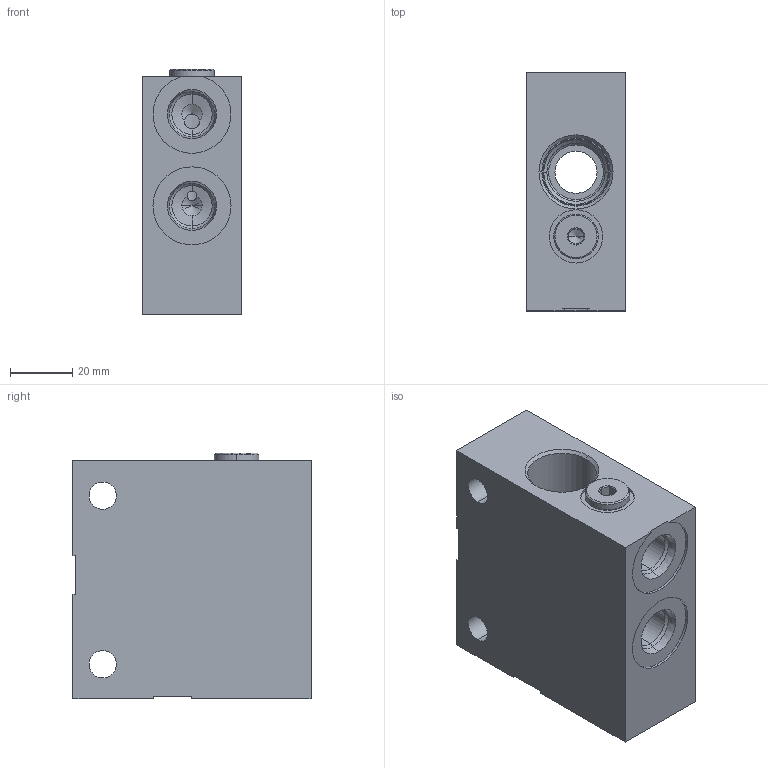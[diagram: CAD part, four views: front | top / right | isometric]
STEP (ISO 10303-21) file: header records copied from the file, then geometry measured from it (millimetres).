
FILE_DESCRIPTION((''),'2;1');
FILE_NAME('EGK_ASM','2021-07-28T',('ProEService'),(''),'PRO/ENGINEER BY PARAMETRIC TECHNOLOGY CORPORATION, 2014200','PRO/ENGINEER BY PARAMETRIC TECHNOLOGY CORPORATION, 2014200','');
FILE_SCHEMA(('CONFIG_CONTROL_DESIGN'));
Length unit declared in the file: inch
Products named in the file (4): 150-544-006; A330-006-004; CSZNXXN; EGK_ASM
Assembly tree (3 placements, depth 2):
  EGK_ASM
    150-544-006
    A330-006-004
    CSZNXXN
Bounding box: 31.75 x 76.2 x 78.71 mm (x, y, z)
Volume: 140311.4 mm3; surface area: 32136.6 mm2
Topology: 2 solids, 2 shells, 165 faces, 596 edges, 524 vertices
Faces by surface type: cylinder 64, cone 63, plane 32, torus 4, sphere 2
Entity records: 7030 total; most frequent: CARTESIAN_POINT 2012, DIRECTION 1078, ORIENTED_EDGE 768, EDGE_CURVE 384, VECTOR 368, LINE 368, AXIS2_PLACEMENT_3D 355, VERTEX_POINT 231
